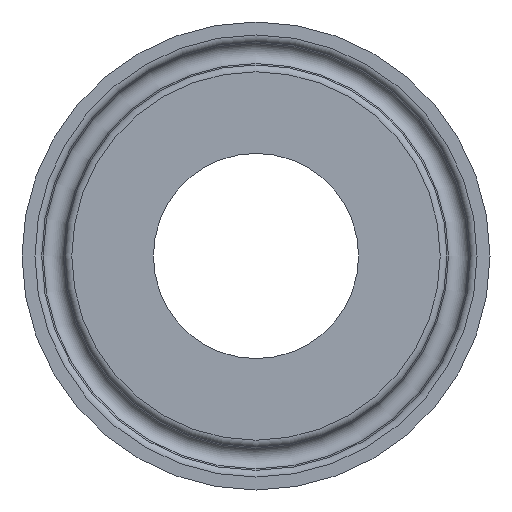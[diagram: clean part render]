
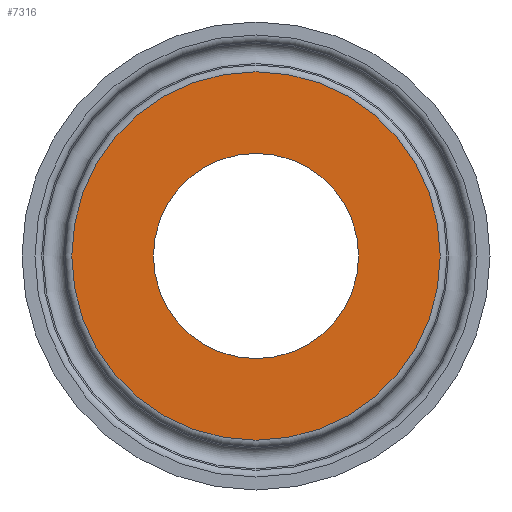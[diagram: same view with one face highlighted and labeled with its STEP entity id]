
A CAD part, left-side view. The second image highlights one B-rep face of the part: STEP entity #7316.
In plain terms, the highlighted planar face has unit normal (-1, 0, 0).
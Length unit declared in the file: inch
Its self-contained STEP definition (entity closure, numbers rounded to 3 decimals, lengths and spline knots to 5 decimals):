
#112=FACE_BOUND('',#1290,.T.);
#302=PLANE('',#7823);
#853=FACE_OUTER_BOUND('',#1289,.T.);
#1289=EDGE_LOOP('',(#6790,#6791));
#1290=EDGE_LOOP('',(#6792,#6793));
#1496=CIRCLE('',#7820,0.78106);
#1497=CIRCLE('',#7821,0.78106);
#1499=CIRCLE('',#7824,0.435);
#1500=CIRCLE('',#7825,0.435);
#3561=VERTEX_POINT('',#16094);
#3562=VERTEX_POINT('',#16096);
#3563=VERTEX_POINT('',#16101);
#3564=VERTEX_POINT('',#16102);
#4646=EDGE_CURVE('',#3561,#3562,#1496,.T.);
#4647=EDGE_CURVE('',#3562,#3561,#1497,.T.);
#4649=EDGE_CURVE('',#3563,#3564,#1499,.T.);
#4650=EDGE_CURVE('',#3564,#3563,#1500,.T.);
#6790=ORIENTED_EDGE('',*,*,#4647,.F.);
#6791=ORIENTED_EDGE('',*,*,#4646,.F.);
#6792=ORIENTED_EDGE('',*,*,#4649,.T.);
#6793=ORIENTED_EDGE('',*,*,#4650,.T.);
#7316=ADVANCED_FACE('',(#853,#112),#302,.T.);
#7820=AXIS2_PLACEMENT_3D('',#16097,#9301,#9302);
#7821=AXIS2_PLACEMENT_3D('',#16098,#9303,#9304);
#7823=AXIS2_PLACEMENT_3D('',#16100,#9307,#9308);
#7824=AXIS2_PLACEMENT_3D('',#16103,#9309,#9310);
#7825=AXIS2_PLACEMENT_3D('',#16104,#9311,#9312);
#9301=DIRECTION('center_axis',(1.,0.,0.));
#9302=DIRECTION('ref_axis',(0.,-1.,0.));
#9303=DIRECTION('center_axis',(1.,0.,0.));
#9304=DIRECTION('ref_axis',(0.,-1.,0.));
#9307=DIRECTION('center_axis',(-1.,0.,0.));
#9308=DIRECTION('ref_axis',(0.,0.,1.));
#9309=DIRECTION('center_axis',(1.,0.,0.));
#9310=DIRECTION('ref_axis',(0.,1.,0.));
#9311=DIRECTION('center_axis',(1.,0.,0.));
#9312=DIRECTION('ref_axis',(0.,1.,0.));
#16094=CARTESIAN_POINT('',(0.,0.,
0.78106));
#16096=CARTESIAN_POINT('',(0.,0.78106,0.));
#16097=CARTESIAN_POINT('Origin',(0.,0.,
0.));
#16098=CARTESIAN_POINT('Origin',(0.,0.,
0.));
#16100=CARTESIAN_POINT('Origin',(0.,0.61829,
0.));
#16101=CARTESIAN_POINT('',(0.,0.435,0.));
#16102=CARTESIAN_POINT('',(0.,-0.435,0.));
#16103=CARTESIAN_POINT('Origin',(0.,0.,
0.));
#16104=CARTESIAN_POINT('Origin',(0.,0.,
0.));
